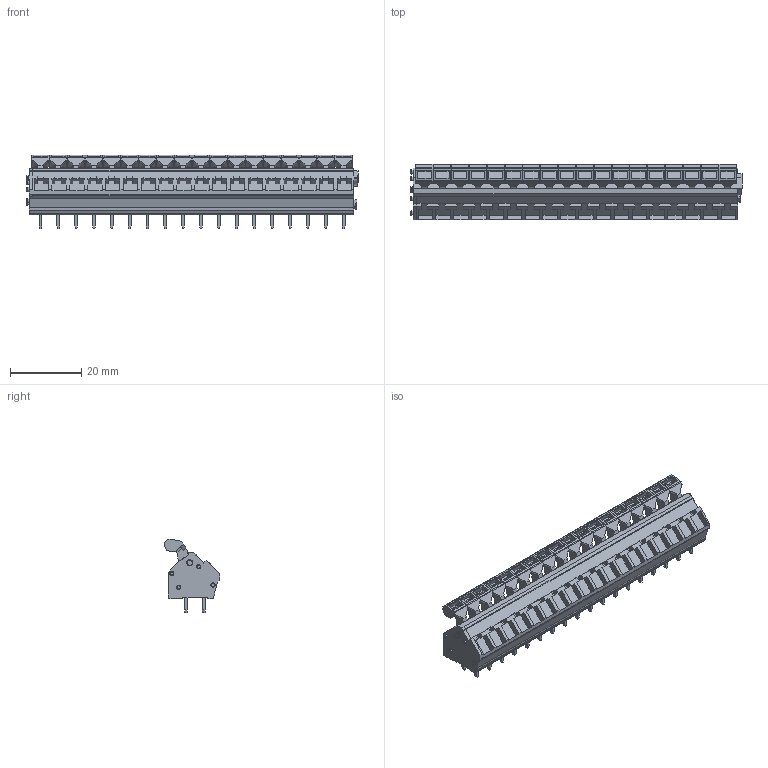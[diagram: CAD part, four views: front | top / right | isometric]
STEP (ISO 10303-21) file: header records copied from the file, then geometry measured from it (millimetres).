
FILE_DESCRIPTION(('CATIA V5 STEP Exchange','CAx-IF Rec.Pracs.--- Model Styling and Organization---1.4--- 2014-01-23'),'2;1');
FILE_NAME ('028348-2_0', '2022-08-09T09:56:45+00:00', ('none'), ('Weidmueller'), 'CATIA Version 5-6 Release 2016 SP3 HF44', 'CATIA V5 STEP AP214', 'none');
FILE_SCHEMA(('AUTOMOTIVE_DESIGN { 1 0 10303 214 1 1 1 1 }'));
Length unit declared in the file: millimetre
Products named in the file (1): 1958410000
Bounding box: 93.1 x 15.6 x 20.65 mm (x, y, z)
Volume: 13541.8 mm3; surface area: 8372.7 mm2
Topology: 1 solids, 1 shells, 1555 faces, 4472 edges, 2979 vertices
Faces by surface type: plane 1275, cylinder 268, torus 8, cone 4
Entity records: 49832 total; most frequent: CARTESIAN_POINT 9502, ORIENTED_EDGE 8944, DIRECTION 6630, EDGE_CURVE 4472, VECTOR 3902, LINE 3902, VERTEX_POINT 2979, EDGE_LOOP 1651
